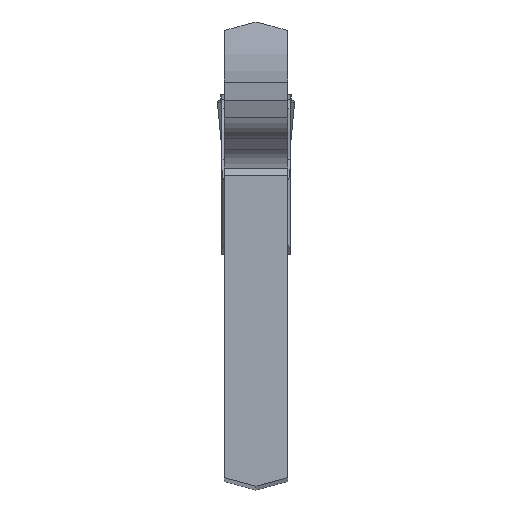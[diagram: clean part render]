
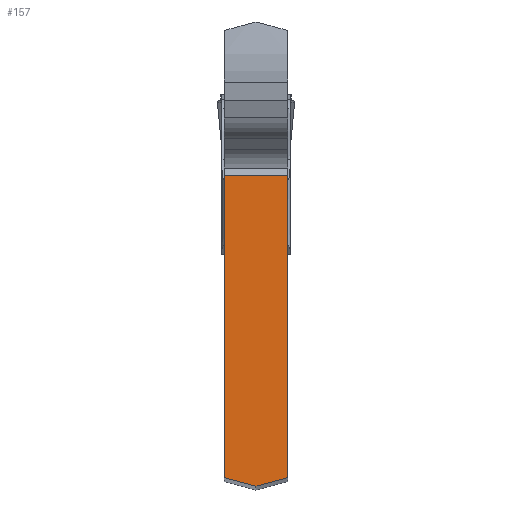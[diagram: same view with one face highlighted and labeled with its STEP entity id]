
A CAD part, top view. The second image highlights one B-rep face of the part: STEP entity #157.
In plain terms, the highlighted planar face has unit normal (0, 0, 1).
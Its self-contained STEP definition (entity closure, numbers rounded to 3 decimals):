
#157=ADVANCED_FACE('',(#275),#230,.F.);
#230=PLANE('',#1481);
#275=FACE_OUTER_BOUND('',#344,.T.);
#344=EDGE_LOOP('',(#423,#424,#425,#426,#427));
#423=ORIENTED_EDGE('',*,*,#992,.F.);
#424=ORIENTED_EDGE('',*,*,#993,.T.);
#425=ORIENTED_EDGE('',*,*,#994,.T.);
#426=ORIENTED_EDGE('',*,*,#995,.T.);
#427=ORIENTED_EDGE('',*,*,#996,.T.);
#847=VERTEX_POINT('',#2010);
#848=VERTEX_POINT('',#2011);
#849=VERTEX_POINT('',#2013);
#850=VERTEX_POINT('',#2015);
#851=VERTEX_POINT('',#2017);
#992=EDGE_CURVE('',#847,#848,#1204,.T.);
#993=EDGE_CURVE('',#847,#849,#1205,.T.);
#994=EDGE_CURVE('',#849,#850,#1206,.T.);
#995=EDGE_CURVE('',#850,#851,#1207,.T.);
#996=EDGE_CURVE('',#851,#848,#1208,.T.);
#1204=LINE('',#2009,#1342);
#1205=LINE('',#2012,#1343);
#1206=LINE('',#2014,#1344);
#1207=LINE('',#2016,#1345);
#1208=LINE('',#2018,#1346);
#1342=VECTOR('',#1612,1.);
#1343=VECTOR('',#1613,1.);
#1344=VECTOR('',#1614,1.);
#1345=VECTOR('',#1615,1.);
#1346=VECTOR('',#1616,1.);
#1481=AXIS2_PLACEMENT_3D('',#2019,#1617,#1618);
#1612=DIRECTION('',(1.,0.,0.));
#1613=DIRECTION('',(0.,-1.,0.));
#1614=DIRECTION('',(0.966,-0.259,0.));
#1615=DIRECTION('',(0.966,0.259,0.));
#1616=DIRECTION('',(0.,1.,0.));
#1617=DIRECTION('',(0.,0.,-1.));
#1618=DIRECTION('',(0.,1.,0.));
#2009=CARTESIAN_POINT('',(-10.,-8.287,60.));
#2010=CARTESIAN_POINT('',(-1.7,-8.287,60.));
#2011=CARTESIAN_POINT('',(1.7,-8.287,60.));
#2012=CARTESIAN_POINT('',(-1.7,-0.456,60.));
#2013=CARTESIAN_POINT('',(-1.7,-24.534,60.));
#2014=CARTESIAN_POINT('',(-1.7,-24.534,60.));
#2015=CARTESIAN_POINT('',(0.,-24.99,60.));
#2016=CARTESIAN_POINT('',(0.,-24.99,60.));
#2017=CARTESIAN_POINT('',(1.7,-24.534,60.));
#2018=CARTESIAN_POINT('',(1.7,-24.534,60.));
#2019=CARTESIAN_POINT('',(1.7,-24.534,60.));
